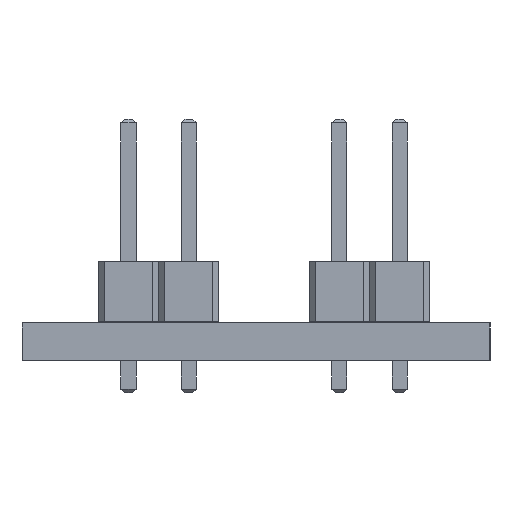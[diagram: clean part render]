
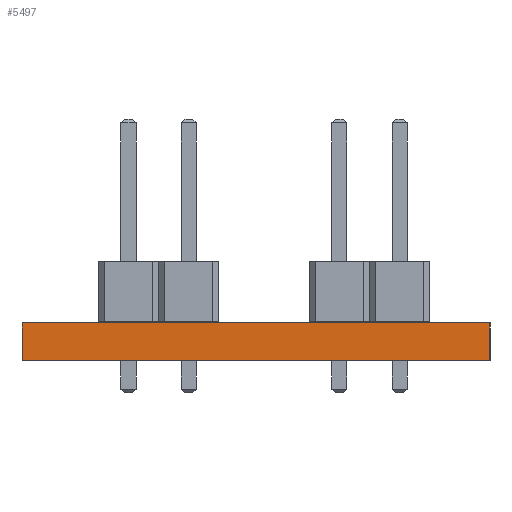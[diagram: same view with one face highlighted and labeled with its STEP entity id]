
A CAD part, left-side view. The second image highlights one B-rep face of the part: STEP entity #5497.
In plain terms, the highlighted planar face has unit normal (-1, 0, 0).
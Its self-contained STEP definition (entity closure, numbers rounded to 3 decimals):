
#5497 = ADVANCED_FACE('',(#5498),#5512,.T.);
#5498 = FACE_BOUND('',#5499,.T.);
#5499 = EDGE_LOOP('',(#5500,#5535,#5563,#5591));
#5500 = ORIENTED_EDGE('',*,*,#5501,.T.);
#5501 = EDGE_CURVE('',#5502,#5504,#5506,.T.);
#5502 = VERTEX_POINT('',#5503);
#5503 = CARTESIAN_POINT('',(100.,-119.73,0.));
#5504 = VERTEX_POINT('',#5505);
#5505 = CARTESIAN_POINT('',(100.,-119.73,1.6));
#5506 = SURFACE_CURVE('',#5507,(#5511,#5523),.PCURVE_S1.);
#5507 = LINE('',#5508,#5509);
#5508 = CARTESIAN_POINT('',(100.,-119.73,0.));
#5509 = VECTOR('',#5510,1.);
#5510 = DIRECTION('',(0.,0.,1.));
#5511 = PCURVE('',#5512,#5517);
#5512 = PLANE('',#5513);
#5513 = AXIS2_PLACEMENT_3D('',#5514,#5515,#5516);
#5514 = CARTESIAN_POINT('',(100.,-119.73,0.));
#5515 = DIRECTION('',(-1.,0.,0.));
#5516 = DIRECTION('',(0.,1.,0.));
#5517 = DEFINITIONAL_REPRESENTATION('',(#5518),#5522);
#5518 = LINE('',#5519,#5520);
#5519 = CARTESIAN_POINT('',(0.,0.));
#5520 = VECTOR('',#5521,1.);
#5521 = DIRECTION('',(0.,-1.));
#5522 = ( GEOMETRIC_REPRESENTATION_CONTEXT(2) 
PARAMETRIC_REPRESENTATION_CONTEXT() REPRESENTATION_CONTEXT('2D SPACE',''
  ) );
#5523 = PCURVE('',#5524,#5529);
#5524 = PLANE('',#5525);
#5525 = AXIS2_PLACEMENT_3D('',#5526,#5527,#5528);
#5526 = CARTESIAN_POINT('',(140.64,-119.73,0.));
#5527 = DIRECTION('',(0.,-1.,0.));
#5528 = DIRECTION('',(-1.,0.,0.));
#5529 = DEFINITIONAL_REPRESENTATION('',(#5530),#5534);
#5530 = LINE('',#5531,#5532);
#5531 = CARTESIAN_POINT('',(40.64,0.));
#5532 = VECTOR('',#5533,1.);
#5533 = DIRECTION('',(0.,-1.));
#5534 = ( GEOMETRIC_REPRESENTATION_CONTEXT(2) 
PARAMETRIC_REPRESENTATION_CONTEXT() REPRESENTATION_CONTEXT('2D SPACE',''
  ) );
#5535 = ORIENTED_EDGE('',*,*,#5536,.T.);
#5536 = EDGE_CURVE('',#5504,#5537,#5539,.T.);
#5537 = VERTEX_POINT('',#5538);
#5538 = CARTESIAN_POINT('',(100.,-100.,1.6));
#5539 = SURFACE_CURVE('',#5540,(#5544,#5551),.PCURVE_S1.);
#5540 = LINE('',#5541,#5542);
#5541 = CARTESIAN_POINT('',(100.,-119.73,1.6));
#5542 = VECTOR('',#5543,1.);
#5543 = DIRECTION('',(0.,1.,0.));
#5544 = PCURVE('',#5512,#5545);
#5545 = DEFINITIONAL_REPRESENTATION('',(#5546),#5550);
#5546 = LINE('',#5547,#5548);
#5547 = CARTESIAN_POINT('',(0.,-1.6));
#5548 = VECTOR('',#5549,1.);
#5549 = DIRECTION('',(1.,0.));
#5550 = ( GEOMETRIC_REPRESENTATION_CONTEXT(2) 
PARAMETRIC_REPRESENTATION_CONTEXT() REPRESENTATION_CONTEXT('2D SPACE',''
  ) );
#5551 = PCURVE('',#5552,#5557);
#5552 = PLANE('',#5553);
#5553 = AXIS2_PLACEMENT_3D('',#5554,#5555,#5556);
#5554 = CARTESIAN_POINT('',(120.32,-109.865,1.6));
#5555 = DIRECTION('',(0.,0.,-1.));
#5556 = DIRECTION('',(-1.,0.,0.));
#5557 = DEFINITIONAL_REPRESENTATION('',(#5558),#5562);
#5558 = LINE('',#5559,#5560);
#5559 = CARTESIAN_POINT('',(20.32,-9.865));
#5560 = VECTOR('',#5561,1.);
#5561 = DIRECTION('',(0.,1.));
#5562 = ( GEOMETRIC_REPRESENTATION_CONTEXT(2) 
PARAMETRIC_REPRESENTATION_CONTEXT() REPRESENTATION_CONTEXT('2D SPACE',''
  ) );
#5563 = ORIENTED_EDGE('',*,*,#5564,.F.);
#5564 = EDGE_CURVE('',#5565,#5537,#5567,.T.);
#5565 = VERTEX_POINT('',#5566);
#5566 = CARTESIAN_POINT('',(100.,-100.,0.));
#5567 = SURFACE_CURVE('',#5568,(#5572,#5579),.PCURVE_S1.);
#5568 = LINE('',#5569,#5570);
#5569 = CARTESIAN_POINT('',(100.,-100.,0.));
#5570 = VECTOR('',#5571,1.);
#5571 = DIRECTION('',(0.,0.,1.));
#5572 = PCURVE('',#5512,#5573);
#5573 = DEFINITIONAL_REPRESENTATION('',(#5574),#5578);
#5574 = LINE('',#5575,#5576);
#5575 = CARTESIAN_POINT('',(19.73,0.));
#5576 = VECTOR('',#5577,1.);
#5577 = DIRECTION('',(0.,-1.));
#5578 = ( GEOMETRIC_REPRESENTATION_CONTEXT(2) 
PARAMETRIC_REPRESENTATION_CONTEXT() REPRESENTATION_CONTEXT('2D SPACE',''
  ) );
#5579 = PCURVE('',#5580,#5585);
#5580 = PLANE('',#5581);
#5581 = AXIS2_PLACEMENT_3D('',#5582,#5583,#5584);
#5582 = CARTESIAN_POINT('',(100.,-100.,0.));
#5583 = DIRECTION('',(0.,1.,0.));
#5584 = DIRECTION('',(1.,0.,0.));
#5585 = DEFINITIONAL_REPRESENTATION('',(#5586),#5590);
#5586 = LINE('',#5587,#5588);
#5587 = CARTESIAN_POINT('',(0.,0.));
#5588 = VECTOR('',#5589,1.);
#5589 = DIRECTION('',(0.,-1.));
#5590 = ( GEOMETRIC_REPRESENTATION_CONTEXT(2) 
PARAMETRIC_REPRESENTATION_CONTEXT() REPRESENTATION_CONTEXT('2D SPACE',''
  ) );
#5591 = ORIENTED_EDGE('',*,*,#5592,.F.);
#5592 = EDGE_CURVE('',#5502,#5565,#5593,.T.);
#5593 = SURFACE_CURVE('',#5594,(#5598,#5605),.PCURVE_S1.);
#5594 = LINE('',#5595,#5596);
#5595 = CARTESIAN_POINT('',(100.,-119.73,0.));
#5596 = VECTOR('',#5597,1.);
#5597 = DIRECTION('',(0.,1.,0.));
#5598 = PCURVE('',#5512,#5599);
#5599 = DEFINITIONAL_REPRESENTATION('',(#5600),#5604);
#5600 = LINE('',#5601,#5602);
#5601 = CARTESIAN_POINT('',(0.,0.));
#5602 = VECTOR('',#5603,1.);
#5603 = DIRECTION('',(1.,0.));
#5604 = ( GEOMETRIC_REPRESENTATION_CONTEXT(2) 
PARAMETRIC_REPRESENTATION_CONTEXT() REPRESENTATION_CONTEXT('2D SPACE',''
  ) );
#5605 = PCURVE('',#5606,#5611);
#5606 = PLANE('',#5607);
#5607 = AXIS2_PLACEMENT_3D('',#5608,#5609,#5610);
#5608 = CARTESIAN_POINT('',(120.32,-109.865,0.));
#5609 = DIRECTION('',(0.,0.,-1.));
#5610 = DIRECTION('',(-1.,0.,0.));
#5611 = DEFINITIONAL_REPRESENTATION('',(#5612),#5616);
#5612 = LINE('',#5613,#5614);
#5613 = CARTESIAN_POINT('',(20.32,-9.865));
#5614 = VECTOR('',#5615,1.);
#5615 = DIRECTION('',(0.,1.));
#5616 = ( GEOMETRIC_REPRESENTATION_CONTEXT(2) 
PARAMETRIC_REPRESENTATION_CONTEXT() REPRESENTATION_CONTEXT('2D SPACE',''
  ) );
